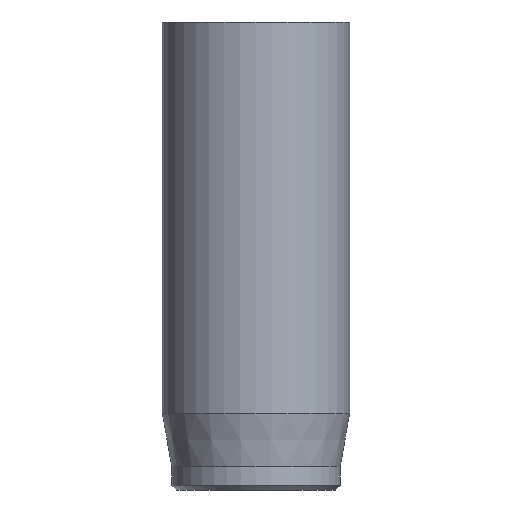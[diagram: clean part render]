
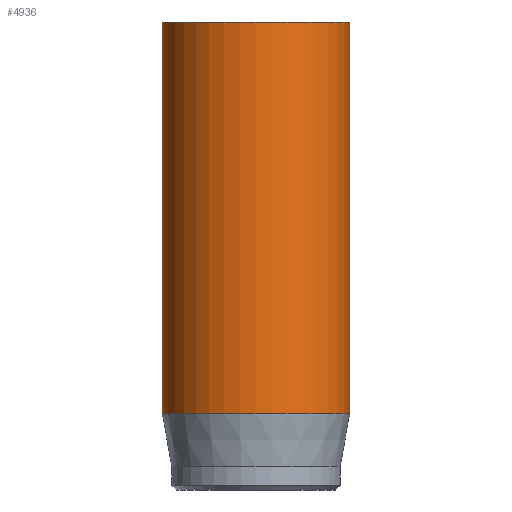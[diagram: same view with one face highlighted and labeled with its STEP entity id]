
A CAD part, front view. The second image highlights one B-rep face of the part: STEP entity #4936.
In plain terms, the highlighted cylindrical face has radius 4 mm (diameter 8 mm), a full revolution.
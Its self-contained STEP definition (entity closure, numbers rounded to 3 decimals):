
#32=CYLINDRICAL_SURFACE('',#5142,4.);
#48=CIRCLE('',#5109,4.);
#64=CIRCLE('',#5140,4.);
#65=CIRCLE('',#5141,4.);
#408=FACE_OUTER_BOUND('',#698,.T.);
#698=EDGE_LOOP('',(#4240,#4241,#4242,#4243,#4244));
#1050=LINE('',#8921,#1418);
#1418=VECTOR('',#5674,4.);
#2208=VERTEX_POINT('',#8860);
#2224=VERTEX_POINT('',#8915);
#2225=VERTEX_POINT('',#8916);
#2889=EDGE_CURVE('',#2208,#2208,#48,.T.);
#2913=EDGE_CURVE('',#2224,#2225,#64,.T.);
#2914=EDGE_CURVE('',#2225,#2224,#65,.T.);
#2916=EDGE_CURVE('',#2208,#2224,#1050,.T.);
#4240=ORIENTED_EDGE('',*,*,#2889,.T.);
#4241=ORIENTED_EDGE('',*,*,#2916,.T.);
#4242=ORIENTED_EDGE('',*,*,#2913,.T.);
#4243=ORIENTED_EDGE('',*,*,#2914,.T.);
#4244=ORIENTED_EDGE('',*,*,#2916,.F.);
#4936=ADVANCED_FACE('',(#408),#32,.T.);
#5109=AXIS2_PLACEMENT_3D('',#8861,#5597,#5598);
#5140=AXIS2_PLACEMENT_3D('',#8917,#5667,#5668);
#5141=AXIS2_PLACEMENT_3D('',#8918,#5669,#5670);
#5142=AXIS2_PLACEMENT_3D('',#8920,#5672,#5673);
#5597=DIRECTION('center_axis',(0.,0.,-1.));
#5598=DIRECTION('ref_axis',(-1.,0.,0.));
#5667=DIRECTION('center_axis',(0.,0.,1.));
#5668=DIRECTION('ref_axis',(-1.,0.,0.));
#5669=DIRECTION('center_axis',(0.,0.,1.));
#5670=DIRECTION('ref_axis',(-1.,0.,0.));
#5672=DIRECTION('center_axis',(0.,0.,1.));
#5673=DIRECTION('ref_axis',(-1.,0.,0.));
#5674=DIRECTION('',(0.,0.,-1.));
#8860=CARTESIAN_POINT('',(4.,0.,20.));
#8861=CARTESIAN_POINT('Origin',(0.,0.,20.));
#8915=CARTESIAN_POINT('',(4.,0.,3.269));
#8916=CARTESIAN_POINT('',(-4.,0.,3.269));
#8917=CARTESIAN_POINT('Origin',(0.,0.,3.269));
#8918=CARTESIAN_POINT('Origin',(0.,0.,3.269));
#8920=CARTESIAN_POINT('Origin',(0.,0.,0.));
#8921=CARTESIAN_POINT('',(4.,0.,0.));
